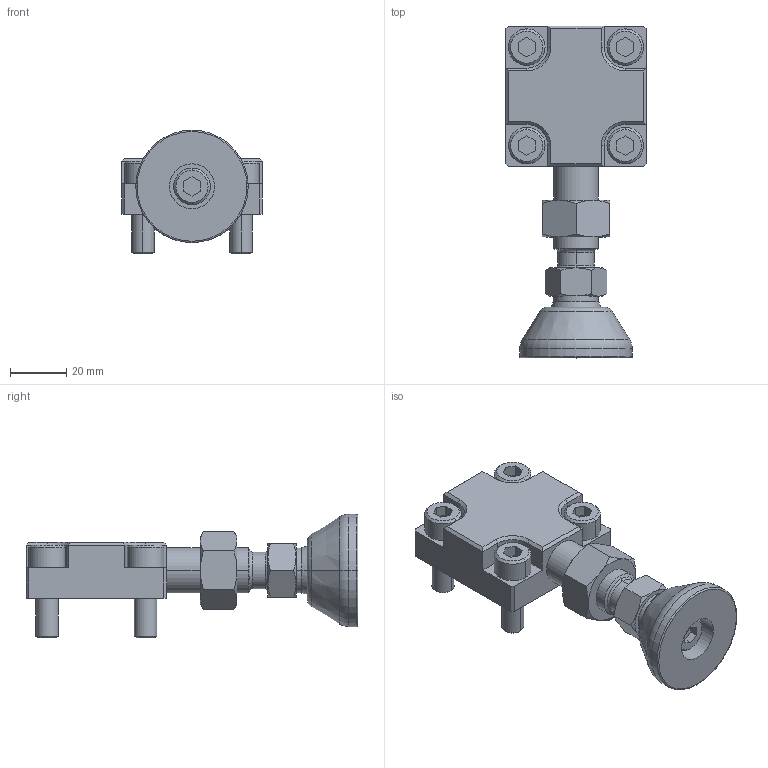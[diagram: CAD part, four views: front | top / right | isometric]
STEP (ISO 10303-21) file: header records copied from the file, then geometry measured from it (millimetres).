
FILE_DESCRIPTION(('Creo Elements/Direct Modeling STEP Export'),'2;1');
FILE_NAME('55.0248.2_Gelenkfuß-MMS-55_40-M16-118mm-mit-Flansch.stp','2022-03-21T 8:08:09',(''),(''),'PTC Creo Elements/Direct Modeling STEP processor for AP214 (Solid Model)','PTC Creo Elements/Direct Modeling 19.0C 15-Aug-2015 (C) Parametric Technology GmbH','');
FILE_SCHEMA(('AUTOMOTIVE_DESIGN { 1 0 10303 214 1 1 1 1 }'));
Length unit declared in the file: millimetre
Products named in the file (7): Zylinderschraube-DIN6912_M8x16-8.8-verz_10099_PX171657; Fußspindel_M16x110_96.7010_PX171649; Sechskantmutter-DIN934_M16-8.8-verz_11506_PX171652; Fußteller_40x18mm_96.7300_PX171651; Gewindeendstück-MMS-55_M16_55.0248.3_PX176261; Zylinderschraube-DIN912_M8x25-8.8-verz_10990_PX176237.3; Gelenkfuß-MMS-55_40-M16-118mm-mit-Flansch_55.0248.2_PX176263
Assembly tree (9 placements, depth 2):
  Gelenkfuß-MMS-55_40-M16-118mm-mit-Flansch_55.0248.2_PX176263
    Zylinderschraube-DIN912_M8x25-8.8-verz_10990_PX176237.3  x4
    Gewindeendstück-MMS-55_M16_55.0248.3_PX176261
    Fußteller_40x18mm_96.7300_PX171651
    Sechskantmutter-DIN934_M16-8.8-verz_11506_PX171652
    Fußspindel_M16x110_96.7010_PX171649
    Zylinderschraube-DIN6912_M8x16-8.8-verz_10099_PX171657
Bounding box: 50 x 118 x 44 mm (x, y, z)
Volume: 81069.8 mm3; surface area: 30637.9 mm2
Topology: 9 solids, 9 shells, 242 faces, 537 edges, 326 vertices
Faces by surface type: plane 106, cone 66, cylinder 56, torus 10, sphere 4
Entity records: 6728 total; most frequent: CARTESIAN_POINT 2522, ORIENTED_EDGE 842, DIRECTION 742, EDGE_CURVE 421, AXIS2_PLACEMENT_3D 268, VERTEX_POINT 254, EDGE_LOOP 211, VECTOR 206
